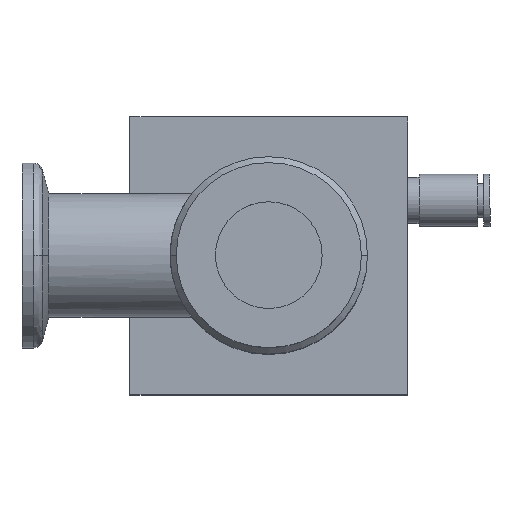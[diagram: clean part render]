
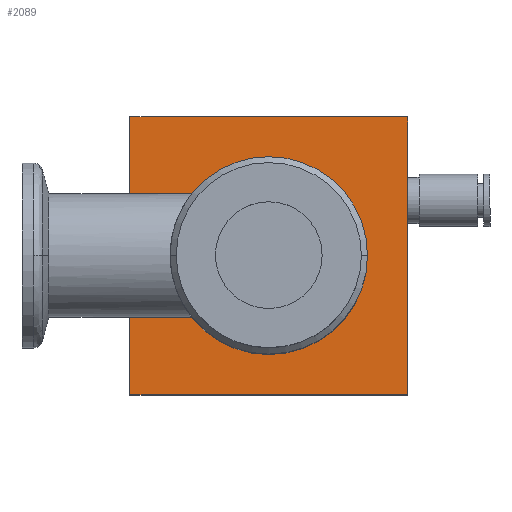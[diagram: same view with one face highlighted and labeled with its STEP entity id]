
A CAD part, top view. The second image highlights one B-rep face of the part: STEP entity #2089.
In plain terms, the highlighted planar face has unit normal (0, 0, 1).
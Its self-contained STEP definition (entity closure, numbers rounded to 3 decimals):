
#128 = DIRECTION ( 'NONE',  ( 1., 0., 0. ) ) ;
#139 = ORIENTED_EDGE ( 'NONE', *, *, #3636, .T. ) ;
#152 = VECTOR ( 'NONE', #409, 1000. ) ;
#409 = DIRECTION ( 'NONE',  ( 0., -1., 0. ) ) ;
#524 = CARTESIAN_POINT ( 'NONE',  ( 0., 0., -23.9 ) ) ;
#807 = LINE ( 'NONE', #980, #5039 ) ;
#831 = EDGE_CURVE ( 'NONE', #1953, #5031, #5120, .T. ) ;
#920 = PLANE ( 'NONE',  #3733 ) ;
#938 = DIRECTION ( 'NONE',  ( 1., 0., 0. ) ) ;
#948 = VERTEX_POINT ( 'NONE', #2379 ) ;
#980 = CARTESIAN_POINT ( 'NONE',  ( 22.5, 0., -23.9 ) ) ;
#1242 = LINE ( 'NONE', #4061, #3345 ) ;
#1446 = VERTEX_POINT ( 'NONE', #5126 ) ;
#1722 = VERTEX_POINT ( 'NONE', #4345 ) ;
#1816 = ORIENTED_EDGE ( 'NONE', *, *, #2476, .T. ) ;
#1859 = EDGE_LOOP ( 'NONE', ( #3738, #139, #3719, #1816 ) ) ;
#1889 = AXIS2_PLACEMENT_3D ( 'NONE', #4371, #1914, #4766 ) ;
#1914 = DIRECTION ( 'NONE',  ( 0., 0., 1. ) ) ;
#1953 = VERTEX_POINT ( 'NONE', #3698 ) ;
#2089 = ADVANCED_FACE ( 'NONE', ( #4263, #3206 ), #920, .T. ) ;
#2106 = EDGE_CURVE ( 'NONE', #5031, #1953, #3888, .T. ) ;
#2379 = CARTESIAN_POINT ( 'NONE',  ( -22.5, -22.5, -23.9 ) ) ;
#2476 = EDGE_CURVE ( 'NONE', #4163, #1446, #1242, .T. ) ;
#2518 = DIRECTION ( 'NONE',  ( 1., 0., 0. ) ) ;
#2658 = DIRECTION ( 'NONE',  ( 0., 0., 1. ) ) ;
#2678 = VECTOR ( 'NONE', #2518, 1000. ) ;
#2933 = CARTESIAN_POINT ( 'NONE',  ( -22.5, 0., -23.9 ) ) ;
#3206 = FACE_OUTER_BOUND ( 'NONE', #1859, .T. ) ;
#3267 = DIRECTION ( 'NONE',  ( -1., 0., 0. ) ) ;
#3345 = VECTOR ( 'NONE', #3267, 1000. ) ;
#3358 = LINE ( 'NONE', #2933, #152 ) ;
#3444 = DIRECTION ( 'NONE',  ( 0., 0., 1. ) ) ;
#3454 = AXIS2_PLACEMENT_3D ( 'NONE', #5048, #2658, #128 ) ;
#3472 = ORIENTED_EDGE ( 'NONE', *, *, #831, .F. ) ;
#3481 = DIRECTION ( 'NONE',  ( 0., 1., 0. ) ) ;
#3636 = EDGE_CURVE ( 'NONE', #948, #1722, #4812, .T. ) ;
#3698 = CARTESIAN_POINT ( 'NONE',  ( 16., 0., -23.9 ) ) ;
#3719 = ORIENTED_EDGE ( 'NONE', *, *, #4137, .T. ) ;
#3733 = AXIS2_PLACEMENT_3D ( 'NONE', #524, #3444, #938 ) ;
#3738 = ORIENTED_EDGE ( 'NONE', *, *, #4814, .T. ) ;
#3888 = CIRCLE ( 'NONE', #3454, 16. ) ;
#4023 = EDGE_LOOP ( 'NONE', ( #3472, #4953 ) ) ;
#4061 = CARTESIAN_POINT ( 'NONE',  ( 0., 22.5, -23.9 ) ) ;
#4137 = EDGE_CURVE ( 'NONE', #1722, #4163, #807, .T. ) ;
#4163 = VERTEX_POINT ( 'NONE', #4293 ) ;
#4263 = FACE_BOUND ( 'NONE', #4023, .T. ) ;
#4293 = CARTESIAN_POINT ( 'NONE',  ( 22.5, 22.5, -23.9 ) ) ;
#4345 = CARTESIAN_POINT ( 'NONE',  ( 22.5, -22.5, -23.9 ) ) ;
#4371 = CARTESIAN_POINT ( 'NONE',  ( 0., 0., -23.9 ) ) ;
#4766 = DIRECTION ( 'NONE',  ( 1., 0., 0. ) ) ;
#4812 = LINE ( 'NONE', #4927, #2678 ) ;
#4814 = EDGE_CURVE ( 'NONE', #1446, #948, #3358, .T. ) ;
#4927 = CARTESIAN_POINT ( 'NONE',  ( 0., -22.5, -23.9 ) ) ;
#4953 = ORIENTED_EDGE ( 'NONE', *, *, #2106, .F. ) ;
#5031 = VERTEX_POINT ( 'NONE', #5046 ) ;
#5039 = VECTOR ( 'NONE', #3481, 1000. ) ;
#5046 = CARTESIAN_POINT ( 'NONE',  ( -16., 0., -23.9 ) ) ;
#5048 = CARTESIAN_POINT ( 'NONE',  ( 0., 0., -23.9 ) ) ;
#5120 = CIRCLE ( 'NONE', #1889, 16. ) ;
#5126 = CARTESIAN_POINT ( 'NONE',  ( -22.5, 22.5, -23.9 ) ) ;
